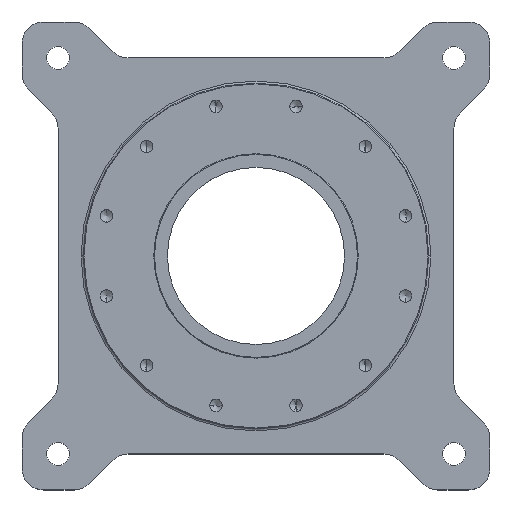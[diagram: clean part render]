
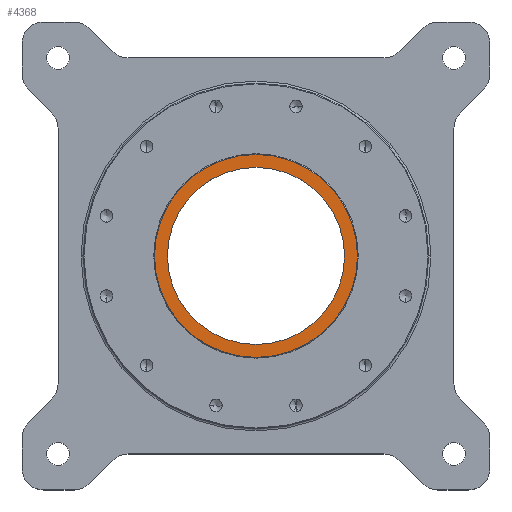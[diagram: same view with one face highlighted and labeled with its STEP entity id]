
A CAD part, top view. The second image highlights one B-rep face of the part: STEP entity #4368.
In plain terms, the highlighted planar face has unit normal (0, 0, 1).
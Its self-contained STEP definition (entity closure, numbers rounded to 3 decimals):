
#114 = DIRECTION ( 'NONE',  ( -1., 0., 0. ) ) ;
#153 = CARTESIAN_POINT ( 'NONE',  ( 0., 0., 72. ) ) ;
#321 = DIRECTION ( 'NONE',  ( 0., 0., 1. ) ) ;
#384 = DIRECTION ( 'NONE',  ( 0., 0., -1. ) ) ;
#413 = FACE_BOUND ( 'NONE', #4642, .T. ) ;
#735 = CARTESIAN_POINT ( 'NONE',  ( 0., 0., 72. ) ) ;
#785 = CIRCLE ( 'NONE', #1833, 141. ) ;
#853 = CIRCLE ( 'NONE', #5199, 141. ) ;
#1144 = EDGE_CURVE ( 'NONE', #5170, #2826, #785, .T. ) ;
#1204 = DIRECTION ( 'NONE',  ( -1., 0., 0. ) ) ;
#1396 = VERTEX_POINT ( 'NONE', #2410 ) ;
#1485 = DIRECTION ( 'NONE',  ( 0., 0., 1. ) ) ;
#1833 = AXIS2_PLACEMENT_3D ( 'NONE', #735, #321, #1204 ) ;
#2250 = AXIS2_PLACEMENT_3D ( 'NONE', #5552, #2870, #3813 ) ;
#2310 = EDGE_CURVE ( 'NONE', #3054, #1396, #5085, .T. ) ;
#2359 = CARTESIAN_POINT ( 'NONE',  ( 0., 0., 72. ) ) ;
#2410 = CARTESIAN_POINT ( 'NONE',  ( -123., 0., 72. ) ) ;
#2554 = EDGE_LOOP ( 'NONE', ( #4630, #4393 ) ) ;
#2826 = VERTEX_POINT ( 'NONE', #3268 ) ;
#2870 = DIRECTION ( 'NONE',  ( 0., 0., -1. ) ) ;
#2928 = EDGE_CURVE ( 'NONE', #1396, #3054, #4716, .T. ) ;
#3054 = VERTEX_POINT ( 'NONE', #5818 ) ;
#3097 = PLANE ( 'NONE',  #3401 ) ;
#3268 = CARTESIAN_POINT ( 'NONE',  ( 141., 0., 72. ) ) ;
#3387 = DIRECTION ( 'NONE',  ( 0., 0., -1. ) ) ;
#3401 = AXIS2_PLACEMENT_3D ( 'NONE', #4432, #384, #4046 ) ;
#3603 = ORIENTED_EDGE ( 'NONE', *, *, #2310, .T. ) ;
#3693 = EDGE_CURVE ( 'NONE', #2826, #5170, #853, .T. ) ;
#3813 = DIRECTION ( 'NONE',  ( -1., 0., 0. ) ) ;
#4046 = DIRECTION ( 'NONE',  ( -1., 0., 0. ) ) ;
#4368 = ADVANCED_FACE ( 'NONE', ( #5739, #413 ), #3097, .F. ) ;
#4393 = ORIENTED_EDGE ( 'NONE', *, *, #3693, .T. ) ;
#4432 = CARTESIAN_POINT ( 'NONE',  ( 0., 0., 72. ) ) ;
#4630 = ORIENTED_EDGE ( 'NONE', *, *, #1144, .T. ) ;
#4642 = EDGE_LOOP ( 'NONE', ( #5515, #3603 ) ) ;
#4716 = CIRCLE ( 'NONE', #5182, 123. ) ;
#5085 = CIRCLE ( 'NONE', #2250, 123. ) ;
#5113 = CARTESIAN_POINT ( 'NONE',  ( -141., 0., 72. ) ) ;
#5170 = VERTEX_POINT ( 'NONE', #5113 ) ;
#5182 = AXIS2_PLACEMENT_3D ( 'NONE', #2359, #3387, #114 ) ;
#5199 = AXIS2_PLACEMENT_3D ( 'NONE', #153, #1485, #5505 ) ;
#5505 = DIRECTION ( 'NONE',  ( -1., 0., 0. ) ) ;
#5515 = ORIENTED_EDGE ( 'NONE', *, *, #2928, .T. ) ;
#5552 = CARTESIAN_POINT ( 'NONE',  ( 0., 0., 72. ) ) ;
#5739 = FACE_OUTER_BOUND ( 'NONE', #2554, .T. ) ;
#5818 = CARTESIAN_POINT ( 'NONE',  ( 123., 0., 72. ) ) ;
